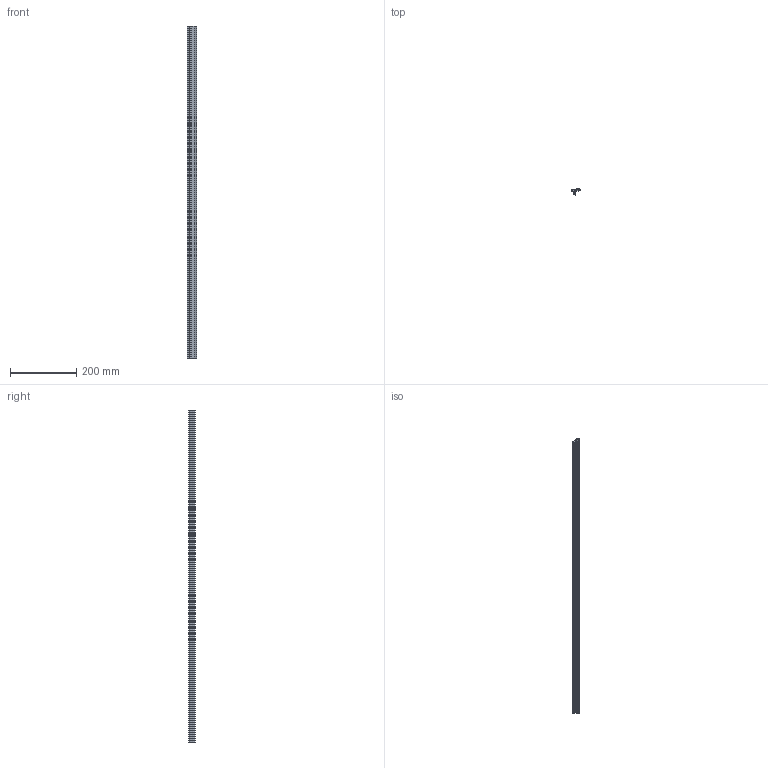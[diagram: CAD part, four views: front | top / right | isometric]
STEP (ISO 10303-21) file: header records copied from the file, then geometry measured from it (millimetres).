
FILE_DESCRIPTION(('FreeCAD Model'),'2;1');
FILE_NAME('Open CASCADE Shape Model','2026-02-10T09:06:03',(''),(''), 'Open CASCADE STEP processor 7.6','FreeCAD','Unknown');
FILE_SCHEMA(('AUTOMOTIVE_DESIGN { 1 0 10303 214 1 1 1 1 }'));
Length unit declared in the file: millimetre
Products named in the file (1): STI8-MV2.4
Bounding box: 30 x 18.89 x 1000 mm (x, y, z)
Volume: 150903.9 mm3; surface area: 119911.8 mm2
Topology: 1 solids, 1 shells, 44 faces, 126 edges, 84 vertices
Faces by surface type: cylinder 25, plane 19
Entity records: 1481 total; most frequent: DIRECTION 266, CARTESIAN_POINT 255, ORIENTED_EDGE 252, EDGE_CURVE 126, AXIS2_PLACEMENT_3D 95, VERTEX_POINT 84, LINE 76, VECTOR 76
